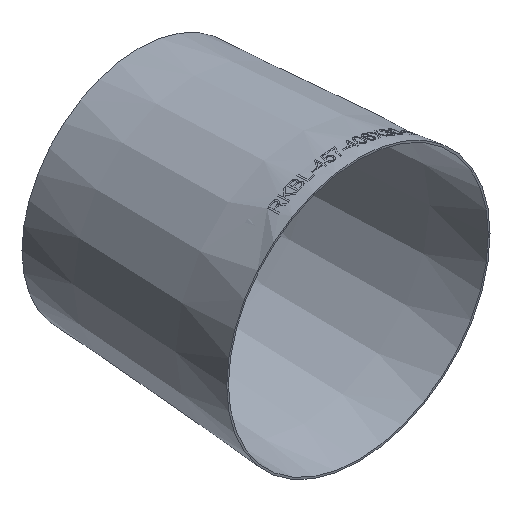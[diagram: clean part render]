
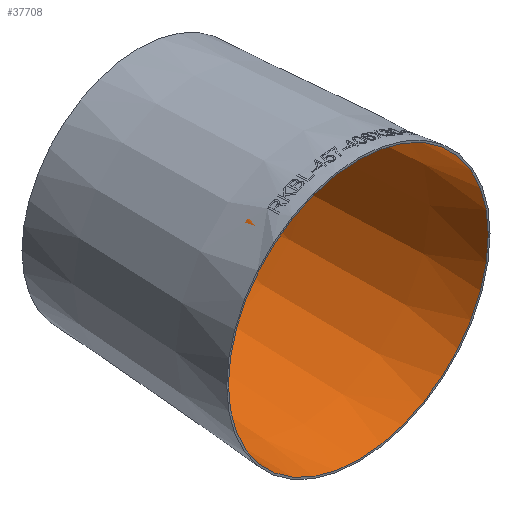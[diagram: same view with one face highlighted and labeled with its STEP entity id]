
A CAD part, isometric view. The second image highlights one B-rep face of the part: STEP entity #37708.
In plain terms, the highlighted conical face has half-angle 3.814 degrees and reference radius 225.593 mm.
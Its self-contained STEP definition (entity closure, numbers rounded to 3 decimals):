
#1095 = DIRECTION ( 'NONE',  ( 0., 0., -1. ) ) ;
#1099 = EDGE_CURVE ( 'NONE', #20318, #20318, #20258, .T. ) ;
#1913 = CARTESIAN_POINT ( 'NONE',  ( 0., 381., 0. ) ) ;
#2445 = CARTESIAN_POINT ( 'NONE',  ( 0., 381., -200.193 ) ) ;
#5261 = DIRECTION ( 'NONE',  ( 0., 0., -1. ) ) ;
#5967 = AXIS2_PLACEMENT_3D ( 'NONE', #1913, #35192, #1095 ) ;
#11371 = CARTESIAN_POINT ( 'NONE',  ( 0., 0., 0. ) ) ;
#13856 = EDGE_LOOP ( 'NONE', ( #26182 ) ) ;
#14643 = VERTEX_POINT ( 'NONE', #29657 ) ;
#15632 = CONICAL_SURFACE ( 'NONE', #18880, 225.593, 0.067 ) ;
#17492 = CARTESIAN_POINT ( 'NONE',  ( 0., 0., 0. ) ) ;
#17854 = FACE_BOUND ( 'NONE', #13856, .T. ) ;
#18880 = AXIS2_PLACEMENT_3D ( 'NONE', #11371, #23742, #5261 ) ;
#20258 = CIRCLE ( 'NONE', #5967, 200.193 ) ;
#20318 = VERTEX_POINT ( 'NONE', #2445 ) ;
#23742 = DIRECTION ( 'NONE',  ( 0., -1., 0. ) ) ;
#26182 = ORIENTED_EDGE ( 'NONE', *, *, #1099, .F. ) ;
#29657 = CARTESIAN_POINT ( 'NONE',  ( 0., 0., -225.593 ) ) ;
#29876 = DIRECTION ( 'NONE',  ( 0., -1., 0. ) ) ;
#30058 = AXIS2_PLACEMENT_3D ( 'NONE', #17492, #29876, #36766 ) ;
#31969 = CIRCLE ( 'NONE', #30058, 225.593 ) ;
#32147 = EDGE_LOOP ( 'NONE', ( #37647 ) ) ;
#35192 = DIRECTION ( 'NONE',  ( 0., -1., 0. ) ) ;
#36766 = DIRECTION ( 'NONE',  ( 0., 0., -1. ) ) ;
#37201 = EDGE_CURVE ( 'NONE', #14643, #14643, #31969, .T. ) ;
#37647 = ORIENTED_EDGE ( 'NONE', *, *, #37201, .T. ) ;
#37708 = ADVANCED_FACE ( 'NONE', ( #17854, #39186 ), #15632, .F. ) ;
#39186 = FACE_OUTER_BOUND ( 'NONE', #32147, .T. ) ;
